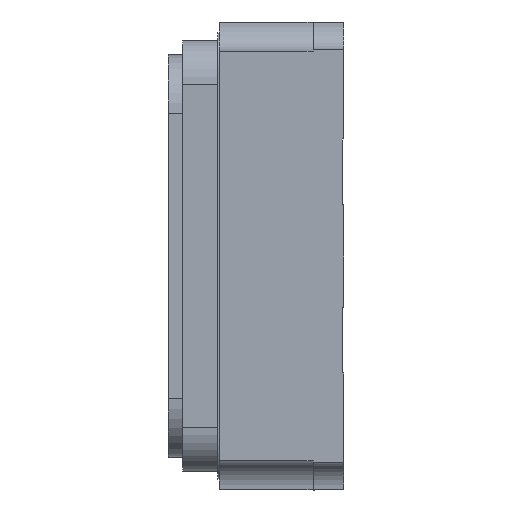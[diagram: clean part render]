
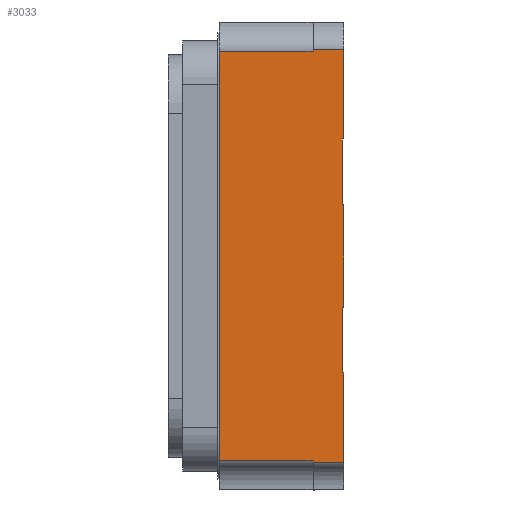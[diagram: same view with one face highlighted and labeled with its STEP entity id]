
A CAD part, left-side view. The second image highlights one B-rep face of the part: STEP entity #3033.
In plain terms, the highlighted planar face has unit normal (-1, 0, 0).
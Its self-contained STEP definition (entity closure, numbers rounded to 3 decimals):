
#8 = DIRECTION ( 'NONE',  ( 0., 0., 1. ) ) ;
#79 = LINE ( 'NONE', #3854, #3611 ) ;
#94 = DIRECTION ( 'NONE',  ( 0., -1., 0. ) ) ;
#118 = CARTESIAN_POINT ( 'NONE',  ( -2.5, 0.01, 0.8 ) ) ;
#143 = ORIENTED_EDGE ( 'NONE', *, *, #3993, .T. ) ;
#146 = CARTESIAN_POINT ( 'NONE',  ( -2.5, 0.01, 0.35 ) ) ;
#182 = ORIENTED_EDGE ( 'NONE', *, *, #2212, .F. ) ;
#267 = EDGE_CURVE ( 'NONE', #3952, #3351, #2515, .T. ) ;
#391 = LINE ( 'NONE', #2654, #2599 ) ;
#444 = EDGE_CURVE ( 'NONE', #1145, #987, #3188, .T. ) ;
#556 = VECTOR ( 'NONE', #2323, 1000. ) ;
#595 = EDGE_CURVE ( 'NONE', #2103, #2418, #1663, .T. ) ;
#603 = LINE ( 'NONE', #2527, #1523 ) ;
#608 = DIRECTION ( 'NONE',  ( 0., 0., 1. ) ) ;
#650 = VERTEX_POINT ( 'NONE', #969 ) ;
#652 = CARTESIAN_POINT ( 'NONE',  ( -2.5, 0., 1.41 ) ) ;
#659 = VECTOR ( 'NONE', #3382, 1000. ) ;
#691 = CARTESIAN_POINT ( 'NONE',  ( -2.5, 0., -1.41 ) ) ;
#719 = DIRECTION ( 'NONE',  ( 0., -1., 0. ) ) ;
#741 = ORIENTED_EDGE ( 'NONE', *, *, #1383, .T. ) ;
#800 = CARTESIAN_POINT ( 'NONE',  ( -2.5, 0.01, 1.41 ) ) ;
#818 = DIRECTION ( 'NONE',  ( 0., 0., -1. ) ) ;
#850 = VECTOR ( 'NONE', #3492, 1000. ) ;
#860 = PLANE ( 'NONE',  #1100 ) ;
#883 = VERTEX_POINT ( 'NONE', #1843 ) ;
#899 = CARTESIAN_POINT ( 'NONE',  ( -2.5, 0.01, -0.8 ) ) ;
#931 = VECTOR ( 'NONE', #2810, 1000. ) ;
#944 = VERTEX_POINT ( 'NONE', #1984 ) ;
#949 = CARTESIAN_POINT ( 'NONE',  ( -2.5, 0.01, 0.35 ) ) ;
#969 = CARTESIAN_POINT ( 'NONE',  ( -2.5, 0., 0.8 ) ) ;
#983 = EDGE_CURVE ( 'NONE', #3422, #944, #2626, .T. ) ;
#987 = VERTEX_POINT ( 'NONE', #2351 ) ;
#1014 = ORIENTED_EDGE ( 'NONE', *, *, #3857, .T. ) ;
#1036 = ORIENTED_EDGE ( 'NONE', *, *, #444, .T. ) ;
#1100 = AXIS2_PLACEMENT_3D ( 'NONE', #1200, #3137, #818 ) ;
#1101 = EDGE_CURVE ( 'NONE', #883, #1165, #1784, .T. ) ;
#1145 = VERTEX_POINT ( 'NONE', #949 ) ;
#1165 = VERTEX_POINT ( 'NONE', #3901 ) ;
#1200 = CARTESIAN_POINT ( 'NONE',  ( -2.5, 6.786, -1.4 ) ) ;
#1228 = EDGE_LOOP ( 'NONE', ( #1423, #3178, #1479, #741, #1660, #1036, #1852, #2954, #3981, #3553, #2521, #2475, #143, #182, #2253, #1014 ) ) ;
#1229 = CARTESIAN_POINT ( 'NONE',  ( -2.5, 0.21, 1.4 ) ) ;
#1252 = VECTOR ( 'NONE', #2111, 1000. ) ;
#1365 = VERTEX_POINT ( 'NONE', #2291 ) ;
#1383 = EDGE_CURVE ( 'NONE', #2418, #2889, #2564, .T. ) ;
#1423 = ORIENTED_EDGE ( 'NONE', *, *, #267, .F. ) ;
#1425 = CARTESIAN_POINT ( 'NONE',  ( -2.5, 0.85, -1.4 ) ) ;
#1427 = CARTESIAN_POINT ( 'NONE',  ( -2.5, 0., 0.35 ) ) ;
#1436 = VERTEX_POINT ( 'NONE', #1630 ) ;
#1479 = ORIENTED_EDGE ( 'NONE', *, *, #595, .T. ) ;
#1488 = FACE_OUTER_BOUND ( 'NONE', #1228, .T. ) ;
#1523 = VECTOR ( 'NONE', #3189, 1000. ) ;
#1531 = VECTOR ( 'NONE', #719, 1000. ) ;
#1593 = DIRECTION ( 'NONE',  ( 0., 0., 1. ) ) ;
#1630 = CARTESIAN_POINT ( 'NONE',  ( -2.5, 0.21, -1.4 ) ) ;
#1660 = ORIENTED_EDGE ( 'NONE', *, *, #2131, .F. ) ;
#1663 = LINE ( 'NONE', #3016, #1670 ) ;
#1670 = VECTOR ( 'NONE', #94, 1000. ) ;
#1681 = VECTOR ( 'NONE', #1593, 1000. ) ;
#1682 = DIRECTION ( 'NONE',  ( 0., 0., 1. ) ) ;
#1685 = LINE ( 'NONE', #118, #3045 ) ;
#1770 = CARTESIAN_POINT ( 'NONE',  ( -2.5, 0.85, 1.4 ) ) ;
#1784 = LINE ( 'NONE', #800, #1252 ) ;
#1843 = CARTESIAN_POINT ( 'NONE',  ( -2.5, 0.21, 1.41 ) ) ;
#1852 = ORIENTED_EDGE ( 'NONE', *, *, #2689, .T. ) ;
#1984 = CARTESIAN_POINT ( 'NONE',  ( -2.5, 0.21, 1.4 ) ) ;
#2002 = EDGE_CURVE ( 'NONE', #650, #1165, #3898, .T. ) ;
#2103 = VERTEX_POINT ( 'NONE', #3935 ) ;
#2111 = DIRECTION ( 'NONE',  ( 0., -1., 0. ) ) ;
#2131 = EDGE_CURVE ( 'NONE', #1145, #2889, #3294, .T. ) ;
#2212 = EDGE_CURVE ( 'NONE', #1365, #1436, #3167, .T. ) ;
#2253 = ORIENTED_EDGE ( 'NONE', *, *, #3306, .T. ) ;
#2291 = CARTESIAN_POINT ( 'NONE',  ( -2.5, 0.21, -1.41 ) ) ;
#2323 = DIRECTION ( 'NONE',  ( 0., 0., 1. ) ) ;
#2324 = CARTESIAN_POINT ( 'NONE',  ( -2.5, 0.01, -1.4 ) ) ;
#2351 = CARTESIAN_POINT ( 'NONE',  ( -2.5, 0.01, 0.8 ) ) ;
#2394 = VERTEX_POINT ( 'NONE', #3337 ) ;
#2418 = VERTEX_POINT ( 'NONE', #2809 ) ;
#2446 = CARTESIAN_POINT ( 'NONE',  ( -2.5, 0.21, -1.4 ) ) ;
#2475 = ORIENTED_EDGE ( 'NONE', *, *, #3506, .F. ) ;
#2480 = EDGE_CURVE ( 'NONE', #944, #883, #2870, .T. ) ;
#2515 = LINE ( 'NONE', #899, #850 ) ;
#2521 = ORIENTED_EDGE ( 'NONE', *, *, #983, .F. ) ;
#2527 = CARTESIAN_POINT ( 'NONE',  ( -2.5, 0., -0.8 ) ) ;
#2564 = LINE ( 'NONE', #3835, #3052 ) ;
#2599 = VECTOR ( 'NONE', #3291, 1000. ) ;
#2621 = VERTEX_POINT ( 'NONE', #691 ) ;
#2626 = LINE ( 'NONE', #3912, #1531 ) ;
#2636 = DIRECTION ( 'NONE',  ( 0., -1., 0. ) ) ;
#2654 = CARTESIAN_POINT ( 'NONE',  ( -2.5, 6.786, -1.4 ) ) ;
#2689 = EDGE_CURVE ( 'NONE', #987, #650, #1685, .T. ) ;
#2809 = CARTESIAN_POINT ( 'NONE',  ( -2.5, 0., -0.35 ) ) ;
#2810 = DIRECTION ( 'NONE',  ( 0., 0., 1. ) ) ;
#2870 = LINE ( 'NONE', #1229, #2986 ) ;
#2889 = VERTEX_POINT ( 'NONE', #1427 ) ;
#2945 = EDGE_CURVE ( 'NONE', #3952, #2103, #3284, .T. ) ;
#2954 = ORIENTED_EDGE ( 'NONE', *, *, #2002, .T. ) ;
#2986 = VECTOR ( 'NONE', #8, 1000. ) ;
#2997 = DIRECTION ( 'NONE',  ( 0., -1., 0. ) ) ;
#3016 = CARTESIAN_POINT ( 'NONE',  ( -2.5, 0.01, -0.35 ) ) ;
#3033 = ADVANCED_FACE ( 'NONE', ( #1488 ), #860, .F. ) ;
#3045 = VECTOR ( 'NONE', #2997, 1000. ) ;
#3052 = VECTOR ( 'NONE', #608, 1000. ) ;
#3137 = DIRECTION ( 'NONE',  ( 1., 0., 0. ) ) ;
#3167 = LINE ( 'NONE', #2446, #931 ) ;
#3178 = ORIENTED_EDGE ( 'NONE', *, *, #2945, .T. ) ;
#3188 = LINE ( 'NONE', #3205, #3702 ) ;
#3189 = DIRECTION ( 'NONE',  ( 0., 0., 1. ) ) ;
#3205 = CARTESIAN_POINT ( 'NONE',  ( -2.5, 0.01, -1.4 ) ) ;
#3284 = LINE ( 'NONE', #2324, #3577 ) ;
#3291 = DIRECTION ( 'NONE',  ( 0., -1., 0. ) ) ;
#3294 = LINE ( 'NONE', #146, #659 ) ;
#3306 = EDGE_CURVE ( 'NONE', #1365, #2621, #79, .T. ) ;
#3337 = CARTESIAN_POINT ( 'NONE',  ( -2.5, 0.85, -1.4 ) ) ;
#3351 = VERTEX_POINT ( 'NONE', #3571 ) ;
#3382 = DIRECTION ( 'NONE',  ( 0., -1., 0. ) ) ;
#3422 = VERTEX_POINT ( 'NONE', #1770 ) ;
#3482 = DIRECTION ( 'NONE',  ( 0., 0., 1. ) ) ;
#3492 = DIRECTION ( 'NONE',  ( 0., -1., 0. ) ) ;
#3506 = EDGE_CURVE ( 'NONE', #2394, #3422, #3906, .T. ) ;
#3553 = ORIENTED_EDGE ( 'NONE', *, *, #2480, .F. ) ;
#3571 = CARTESIAN_POINT ( 'NONE',  ( -2.5, 0., -0.8 ) ) ;
#3577 = VECTOR ( 'NONE', #1682, 1000. ) ;
#3611 = VECTOR ( 'NONE', #2636, 1000. ) ;
#3702 = VECTOR ( 'NONE', #3482, 1000. ) ;
#3835 = CARTESIAN_POINT ( 'NONE',  ( -2.5, 0., -0.35 ) ) ;
#3854 = CARTESIAN_POINT ( 'NONE',  ( -2.5, 0.01, -1.41 ) ) ;
#3857 = EDGE_CURVE ( 'NONE', #2621, #3351, #603, .T. ) ;
#3898 = LINE ( 'NONE', #652, #1681 ) ;
#3901 = CARTESIAN_POINT ( 'NONE',  ( -2.5, 0., 1.41 ) ) ;
#3906 = LINE ( 'NONE', #1425, #556 ) ;
#3912 = CARTESIAN_POINT ( 'NONE',  ( -2.5, 6.786, 1.4 ) ) ;
#3935 = CARTESIAN_POINT ( 'NONE',  ( -2.5, 0.01, -0.35 ) ) ;
#3952 = VERTEX_POINT ( 'NONE', #4183 ) ;
#3981 = ORIENTED_EDGE ( 'NONE', *, *, #1101, .F. ) ;
#3993 = EDGE_CURVE ( 'NONE', #2394, #1436, #391, .T. ) ;
#4183 = CARTESIAN_POINT ( 'NONE',  ( -2.5, 0.01, -0.8 ) ) ;
